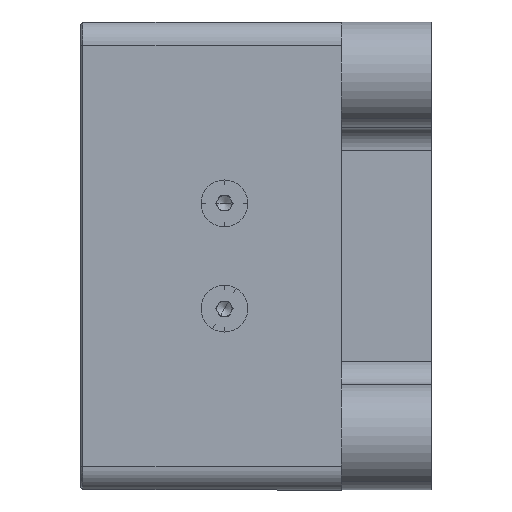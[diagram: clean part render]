
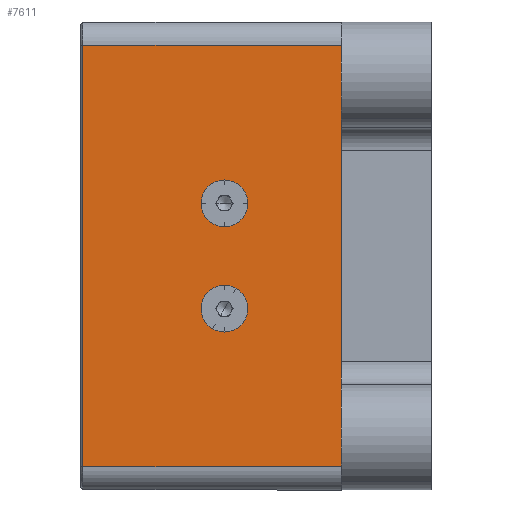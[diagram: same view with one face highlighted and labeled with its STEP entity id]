
A CAD part, left-side view. The second image highlights one B-rep face of the part: STEP entity #7611.
In plain terms, the highlighted face is planar.
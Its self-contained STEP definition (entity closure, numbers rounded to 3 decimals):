
#4 = EDGE_CURVE ( 'NONE', #722, #8361, #8196, .T. ) ;
#228 = CARTESIAN_POINT ( 'NONE',  ( 30., 0.2, -18. ) ) ;
#273 = VECTOR ( 'NONE', #1343, 1000. ) ;
#398 = FACE_OUTER_BOUND ( 'NONE', #8339, .T. ) ;
#722 = VERTEX_POINT ( 'NONE', #6305 ) ;
#725 = LINE ( 'NONE', #1565, #12012 ) ;
#1098 = CARTESIAN_POINT ( 'NONE',  ( 30., 12.3, -4.5 ) ) ;
#1244 = CARTESIAN_POINT ( 'NONE',  ( 30., 22.3, 18. ) ) ;
#1343 = DIRECTION ( 'NONE',  ( 0., -1., 0. ) ) ;
#1422 = DIRECTION ( 'NONE',  ( -1., 0., 0. ) ) ;
#1432 = DIRECTION ( 'NONE',  ( 0., 0., -1. ) ) ;
#1565 = CARTESIAN_POINT ( 'NONE',  ( 30., 0.2, -18. ) ) ;
#1573 = CARTESIAN_POINT ( 'NONE',  ( 30., 0.2, 18. ) ) ;
#2096 = EDGE_CURVE ( 'NONE', #5698, #9702, #3523, .T. ) ;
#2194 = CARTESIAN_POINT ( 'NONE',  ( 30., 12.3, -2.5 ) ) ;
#2255 = EDGE_CURVE ( 'NONE', #12680, #722, #7005, .T. ) ;
#2425 = VERTEX_POINT ( 'NONE', #6797 ) ;
#2580 = DIRECTION ( 'NONE',  ( 0., 0., -1. ) ) ;
#2680 = LINE ( 'NONE', #6729, #273 ) ;
#2807 = AXIS2_PLACEMENT_3D ( 'NONE', #11286, #8137, #4061 ) ;
#3151 = DIRECTION ( 'NONE',  ( 1., 0., 0. ) ) ;
#3523 = CIRCLE ( 'NONE', #2807, 2. ) ;
#3608 = ORIENTED_EDGE ( 'NONE', *, *, #11028, .F. ) ;
#3625 = CARTESIAN_POINT ( 'NONE',  ( 30., 22.3, 18. ) ) ;
#4002 = CIRCLE ( 'NONE', #4657, 2. ) ;
#4061 = DIRECTION ( 'NONE',  ( 0., 0., -1. ) ) ;
#4062 = EDGE_LOOP ( 'NONE', ( #3608, #10846 ) ) ;
#4141 = VECTOR ( 'NONE', #9380, 1000. ) ;
#4142 = ORIENTED_EDGE ( 'NONE', *, *, #4, .F. ) ;
#4165 = DIRECTION ( 'NONE',  ( 0., 0., -1. ) ) ;
#4251 = CARTESIAN_POINT ( 'NONE',  ( 30., 12.3, 4.5 ) ) ;
#4277 = CIRCLE ( 'NONE', #10992, 2. ) ;
#4657 = AXIS2_PLACEMENT_3D ( 'NONE', #1098, #13213, #10089 ) ;
#5002 = VECTOR ( 'NONE', #12497, 1000. ) ;
#5303 = ORIENTED_EDGE ( 'NONE', *, *, #5760, .T. ) ;
#5606 = ORIENTED_EDGE ( 'NONE', *, *, #2255, .F. ) ;
#5698 = VERTEX_POINT ( 'NONE', #11827 ) ;
#5760 = EDGE_CURVE ( 'NONE', #12680, #11400, #2680, .T. ) ;
#6305 = CARTESIAN_POINT ( 'NONE',  ( 30., 22.3, -18. ) ) ;
#6729 = CARTESIAN_POINT ( 'NONE',  ( 30., 22.3, 18. ) ) ;
#6768 = ORIENTED_EDGE ( 'NONE', *, *, #7563, .T. ) ;
#6797 = CARTESIAN_POINT ( 'NONE',  ( 30., 12.3, 6.5 ) ) ;
#7005 = LINE ( 'NONE', #1244, #4141 ) ;
#7563 = EDGE_CURVE ( 'NONE', #11400, #8361, #725, .T. ) ;
#7611 = ADVANCED_FACE ( 'NONE', ( #9800, #398, #8524 ), #11581, .F. ) ;
#7771 = ORIENTED_EDGE ( 'NONE', *, *, #2096, .F. ) ;
#8137 = DIRECTION ( 'NONE',  ( 1., 0., 0. ) ) ;
#8196 = LINE ( 'NONE', #9211, #5002 ) ;
#8339 = EDGE_LOOP ( 'NONE', ( #5303, #6768, #4142, #5606 ) ) ;
#8361 = VERTEX_POINT ( 'NONE', #228 ) ;
#8524 = FACE_BOUND ( 'NONE', #4062, .T. ) ;
#8647 = VERTEX_POINT ( 'NONE', #8892 ) ;
#8892 = CARTESIAN_POINT ( 'NONE',  ( 30., 12.3, 2.5 ) ) ;
#9211 = CARTESIAN_POINT ( 'NONE',  ( 30., 22.3, -18. ) ) ;
#9344 = EDGE_LOOP ( 'NONE', ( #7771, #12623 ) ) ;
#9380 = DIRECTION ( 'NONE',  ( 0., 0., -1. ) ) ;
#9702 = VERTEX_POINT ( 'NONE', #2194 ) ;
#9703 = AXIS2_PLACEMENT_3D ( 'NONE', #11336, #3151, #4165 ) ;
#9800 = FACE_BOUND ( 'NONE', #9344, .T. ) ;
#9892 = EDGE_CURVE ( 'NONE', #9702, #5698, #4002, .T. ) ;
#10089 = DIRECTION ( 'NONE',  ( 0., 0., -1. ) ) ;
#10846 = ORIENTED_EDGE ( 'NONE', *, *, #12840, .F. ) ;
#10992 = AXIS2_PLACEMENT_3D ( 'NONE', #4251, #12500, #1432 ) ;
#11028 = EDGE_CURVE ( 'NONE', #8647, #2425, #11480, .T. ) ;
#11286 = CARTESIAN_POINT ( 'NONE',  ( 30., 12.3, -4.5 ) ) ;
#11336 = CARTESIAN_POINT ( 'NONE',  ( 30., 12.3, 4.5 ) ) ;
#11400 = VERTEX_POINT ( 'NONE', #1573 ) ;
#11480 = CIRCLE ( 'NONE', #9703, 2. ) ;
#11581 = PLANE ( 'NONE',  #12824 ) ;
#11827 = CARTESIAN_POINT ( 'NONE',  ( 30., 12.3, -6.5 ) ) ;
#11999 = CARTESIAN_POINT ( 'NONE',  ( 30., 22.3, 18. ) ) ;
#12012 = VECTOR ( 'NONE', #2580, 1000. ) ;
#12497 = DIRECTION ( 'NONE',  ( 0., -1., 0. ) ) ;
#12500 = DIRECTION ( 'NONE',  ( 1., 0., 0. ) ) ;
#12623 = ORIENTED_EDGE ( 'NONE', *, *, #9892, .F. ) ;
#12627 = DIRECTION ( 'NONE',  ( 0., 0., 1. ) ) ;
#12680 = VERTEX_POINT ( 'NONE', #11999 ) ;
#12824 = AXIS2_PLACEMENT_3D ( 'NONE', #3625, #1422, #12627 ) ;
#12840 = EDGE_CURVE ( 'NONE', #2425, #8647, #4277, .T. ) ;
#13213 = DIRECTION ( 'NONE',  ( 1., 0., 0. ) ) ;
